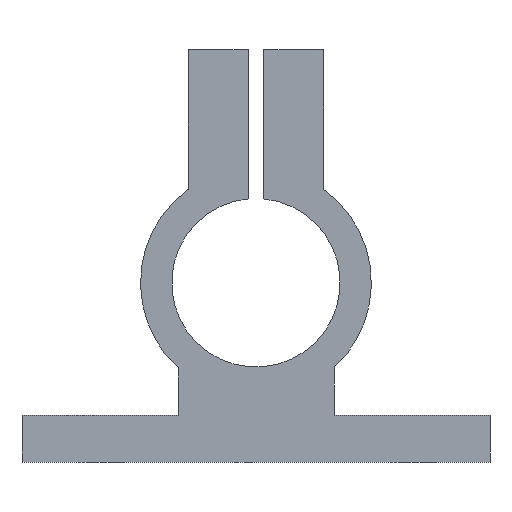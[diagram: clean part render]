
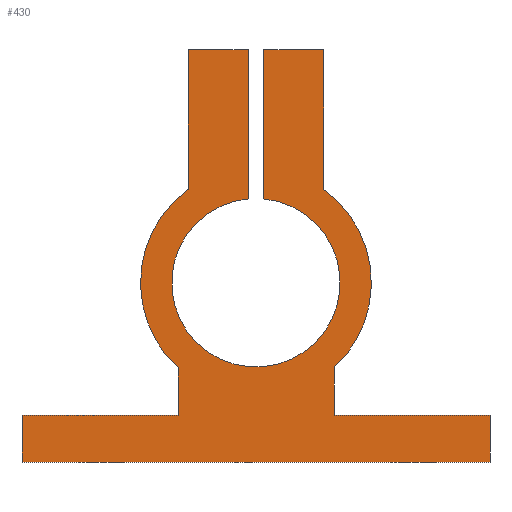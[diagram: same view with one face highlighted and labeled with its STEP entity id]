
A CAD part, front view. The second image highlights one B-rep face of the part: STEP entity #430.
In plain terms, the highlighted planar face has unit normal (0, -1, 0).
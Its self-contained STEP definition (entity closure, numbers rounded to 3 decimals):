
#37=CIRCLE('',#474,7.4);
#38=CIRCLE('',#475,5.4);
#39=CIRCLE('',#476,7.4);
#51=FACE_OUTER_BOUND('',#75,.T.);
#75=EDGE_LOOP('',(#330,#331,#332,#333,#334,#335,#336,#337,#338,#339,#340,
#341,#342,#343,#344,#345));
#99=LINE('',#624,#145);
#101=LINE('',#632,#147);
#106=LINE('',#648,#152);
#120=LINE('',#680,#166);
#121=LINE('',#682,#167);
#122=LINE('',#684,#168);
#123=LINE('',#688,#169);
#124=LINE('',#690,#170);
#125=LINE('',#692,#171);
#126=LINE('',#696,#172);
#127=LINE('',#698,#173);
#128=LINE('',#700,#174);
#129=LINE('',#703,#175);
#145=VECTOR('',#502,10.);
#147=VECTOR('',#508,10.);
#152=VECTOR('',#525,10.);
#166=VECTOR('',#549,10.);
#167=VECTOR('',#552,10.);
#168=VECTOR('',#553,10.);
#169=VECTOR('',#556,10.);
#170=VECTOR('',#557,10.);
#171=VECTOR('',#558,10.);
#172=VECTOR('',#561,10.);
#173=VECTOR('',#562,10.);
#174=VECTOR('',#563,10.);
#175=VECTOR('',#566,10.);
#188=VERTEX_POINT('',#617);
#191=VERTEX_POINT('',#622);
#194=VERTEX_POINT('',#629);
#195=VERTEX_POINT('',#631);
#200=VERTEX_POINT('',#647);
#213=VERTEX_POINT('',#678);
#214=VERTEX_POINT('',#683);
#215=VERTEX_POINT('',#685);
#216=VERTEX_POINT('',#687);
#217=VERTEX_POINT('',#689);
#218=VERTEX_POINT('',#691);
#219=VERTEX_POINT('',#693);
#220=VERTEX_POINT('',#695);
#221=VERTEX_POINT('',#697);
#222=VERTEX_POINT('',#699);
#223=VERTEX_POINT('',#701);
#231=EDGE_CURVE('',#191,#188,#99,.T.);
#234=EDGE_CURVE('',#194,#195,#101,.T.);
#242=EDGE_CURVE('',#195,#200,#106,.T.);
#259=EDGE_CURVE('',#191,#213,#120,.T.);
#260=EDGE_CURVE('',#200,#213,#121,.T.);
#261=EDGE_CURVE('',#214,#194,#122,.T.);
#262=EDGE_CURVE('',#215,#214,#37,.T.);
#263=EDGE_CURVE('',#216,#215,#123,.T.);
#264=EDGE_CURVE('',#217,#216,#124,.T.);
#265=EDGE_CURVE('',#218,#217,#125,.T.);
#266=EDGE_CURVE('',#219,#218,#38,.T.);
#267=EDGE_CURVE('',#220,#219,#126,.T.);
#268=EDGE_CURVE('',#221,#220,#127,.T.);
#269=EDGE_CURVE('',#222,#221,#128,.T.);
#270=EDGE_CURVE('',#223,#222,#39,.T.);
#271=EDGE_CURVE('',#188,#223,#129,.T.);
#330=ORIENTED_EDGE('',*,*,#231,.F.);
#331=ORIENTED_EDGE('',*,*,#259,.T.);
#332=ORIENTED_EDGE('',*,*,#260,.F.);
#333=ORIENTED_EDGE('',*,*,#242,.F.);
#334=ORIENTED_EDGE('',*,*,#234,.F.);
#335=ORIENTED_EDGE('',*,*,#261,.F.);
#336=ORIENTED_EDGE('',*,*,#262,.F.);
#337=ORIENTED_EDGE('',*,*,#263,.F.);
#338=ORIENTED_EDGE('',*,*,#264,.F.);
#339=ORIENTED_EDGE('',*,*,#265,.F.);
#340=ORIENTED_EDGE('',*,*,#266,.F.);
#341=ORIENTED_EDGE('',*,*,#267,.F.);
#342=ORIENTED_EDGE('',*,*,#268,.F.);
#343=ORIENTED_EDGE('',*,*,#269,.F.);
#344=ORIENTED_EDGE('',*,*,#270,.F.);
#345=ORIENTED_EDGE('',*,*,#271,.F.);
#413=PLANE('',#473);
#430=ADVANCED_FACE('',(#51),#413,.T.);
#473=AXIS2_PLACEMENT_3D('',#681,#550,#551);
#474=AXIS2_PLACEMENT_3D('',#686,#554,#555);
#475=AXIS2_PLACEMENT_3D('',#694,#559,#560);
#476=AXIS2_PLACEMENT_3D('',#702,#564,#565);
#502=DIRECTION('',(1.,0.,0.));
#508=DIRECTION('',(1.,0.,0.));
#525=DIRECTION('',(0.,0.,-1.));
#549=DIRECTION('',(0.,0.,-1.));
#550=DIRECTION('center_axis',(0.,-1.,0.));
#551=DIRECTION('ref_axis',(-1.,0.,0.));
#552=DIRECTION('',(-1.,0.,0.));
#553=DIRECTION('',(0.,0.,-1.));
#554=DIRECTION('center_axis',(0.,1.,0.));
#555=DIRECTION('ref_axis',(1.,0.,0.));
#556=DIRECTION('',(0.,0.,-1.));
#557=DIRECTION('',(1.,0.,0.));
#558=DIRECTION('',(0.,0.,1.));
#559=DIRECTION('center_axis',(0.,-1.,0.));
#560=DIRECTION('ref_axis',(1.,0.,0.));
#561=DIRECTION('',(0.,0.,-1.));
#562=DIRECTION('',(1.,0.,0.));
#563=DIRECTION('',(0.,0.,1.));
#564=DIRECTION('center_axis',(0.,1.,0.));
#565=DIRECTION('ref_axis',(1.,0.,0.));
#566=DIRECTION('',(0.,0.,1.));
#617=CARTESIAN_POINT('',(51.5,16.,3.));
#622=CARTESIAN_POINT('',(41.5,16.,3.));
#624=CARTESIAN_POINT('',(41.5,16.,3.));
#629=CARTESIAN_POINT('',(61.5,16.,3.));
#631=CARTESIAN_POINT('',(71.5,16.,3.));
#632=CARTESIAN_POINT('',(41.5,16.,3.));
#647=CARTESIAN_POINT('',(71.5,16.,0.));
#648=CARTESIAN_POINT('',(71.5,16.,3.));
#678=CARTESIAN_POINT('',(41.5,16.,0.));
#680=CARTESIAN_POINT('',(41.5,16.,3.));
#681=CARTESIAN_POINT('Origin',(71.5,16.,3.));
#682=CARTESIAN_POINT('',(41.5,16.,0.));
#683=CARTESIAN_POINT('',(61.5,16.,6.048));
#684=CARTESIAN_POINT('',(61.5,16.,8.858));
#685=CARTESIAN_POINT('',(60.833,16.,17.496));
#686=CARTESIAN_POINT('Origin',(56.496,16.,11.5));
#687=CARTESIAN_POINT('',(60.833,16.,26.431));
#688=CARTESIAN_POINT('',(60.833,16.,9.922));
#689=CARTESIAN_POINT('',(57.,16.,26.431));
#690=CARTESIAN_POINT('',(58.165,16.,26.431));
#691=CARTESIAN_POINT('',(57.,16.,16.876));
#692=CARTESIAN_POINT('',(57.,16.,20.573));
#693=CARTESIAN_POINT('',(56.,16.,16.877));
#694=CARTESIAN_POINT('Origin',(56.496,16.,11.5));
#695=CARTESIAN_POINT('',(56.,16.,26.431));
#696=CARTESIAN_POINT('',(56.,16.,15.796));
#697=CARTESIAN_POINT('',(52.167,16.,26.431));
#698=CARTESIAN_POINT('',(56.248,16.,26.431));
#699=CARTESIAN_POINT('',(52.167,16.,17.501));
#700=CARTESIAN_POINT('',(52.167,16.,16.215));
#701=CARTESIAN_POINT('',(51.5,16.,6.041));
#702=CARTESIAN_POINT('Origin',(56.496,16.,11.5));
#703=CARTESIAN_POINT('',(51.5,16.,10.378));
